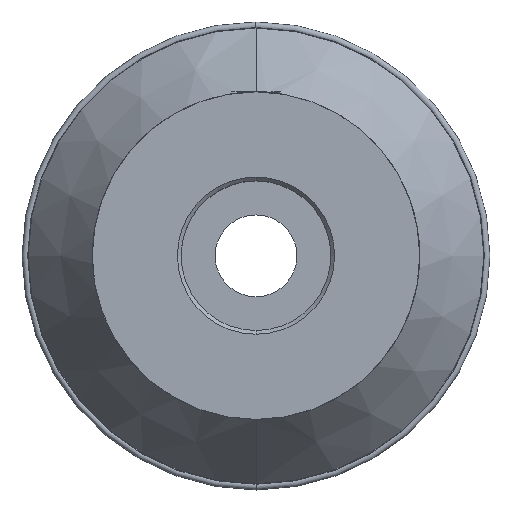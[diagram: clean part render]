
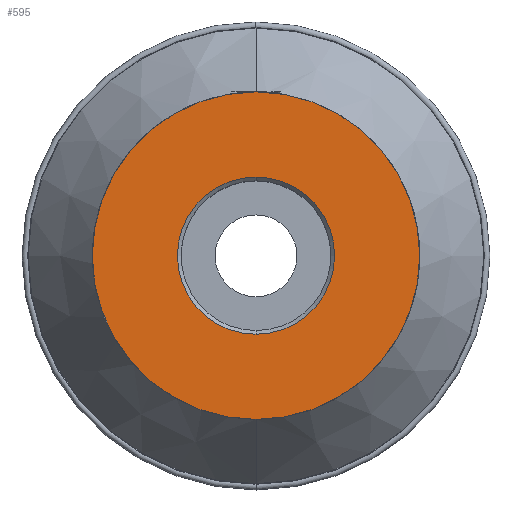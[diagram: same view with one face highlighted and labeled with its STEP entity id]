
A CAD part, top view. The second image highlights one B-rep face of the part: STEP entity #595.
In plain terms, the highlighted planar face has unit normal (0, 0, 1).
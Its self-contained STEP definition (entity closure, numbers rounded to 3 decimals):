
#349=VERTEX_POINT('',#898);
#359=EDGE_CURVE('',#495,#349,#908,.T.);
#393=VERTEX_POINT('',#947);
#445=EDGE_CURVE('',#669,#393,#1003,.T.);
#495=VERTEX_POINT('',#1061);
#519=EDGE_CURVE('',#393,#669,#1088,.T.);
#595=ADVANCED_FACE('',(#1171,#1172),#1173,.T.);
#653=EDGE_CURVE('',#349,#495,#1240,.T.);
#669=VERTEX_POINT('',#1257);
#898=CARTESIAN_POINT('',(0.0,35.0,0.0));
#908=CIRCLE('',#1573,35.0);
#947=CARTESIAN_POINT('',(0.0,16.8,0.0));
#1003=CIRCLE('',#1712,16.8);
#1061=CARTESIAN_POINT('',(0.,-35.0,0.0));
#1088=CIRCLE('',#1901,16.8);
#1171=FACE_BOUND('',#2076,.T.);
#1172=FACE_OUTER_BOUND('',#2077,.T.);
#1173=PLANE('',#2078);
#1240=CIRCLE('',#2207,35.0);
#1257=CARTESIAN_POINT('',(0.,-16.8,0.0));
#1573=AXIS2_PLACEMENT_3D('',#2634,#2635,#2636);
#1712=AXIS2_PLACEMENT_3D('',#2750,#2751,#2752);
#1901=AXIS2_PLACEMENT_3D('',#2870,#2871,#2872);
#2076=EDGE_LOOP('',(#2962,#2963));
#2077=EDGE_LOOP('',(#2964,#2965));
#2078=AXIS2_PLACEMENT_3D('',#2966,#2967,#2968);
#2207=AXIS2_PLACEMENT_3D('',#3076,#3077,#3078);
#2634=CARTESIAN_POINT('',(0.0,0.0,0.0));
#2635=DIRECTION('',(0.0,0.0,-1.0));
#2636=DIRECTION('',(0.0,1.0,0.0));
#2750=CARTESIAN_POINT('',(0.0,0.0,0.0));
#2751=DIRECTION('',(-0.0,0.0,-1.0));
#2752=DIRECTION('',(0.0,1.0,0.0));
#2870=CARTESIAN_POINT('',(0.0,0.0,0.0));
#2871=DIRECTION('',(-0.0,0.0,-1.0));
#2872=DIRECTION('',(0.0,1.0,0.0));
#2962=ORIENTED_EDGE('',*,*,#519,.T.);
#2963=ORIENTED_EDGE('',*,*,#445,.T.);
#2964=ORIENTED_EDGE('',*,*,#653,.F.);
#2965=ORIENTED_EDGE('',*,*,#359,.F.);
#2966=CARTESIAN_POINT('',(0.0,17.5,0.0));
#2967=DIRECTION('',(-0.0,0.0,1.0));
#2968=DIRECTION('',(0.0,-1.0,0.0));
#3076=CARTESIAN_POINT('',(0.0,0.0,0.0));
#3077=DIRECTION('',(0.0,0.0,-1.0));
#3078=DIRECTION('',(0.0,1.0,0.0));
